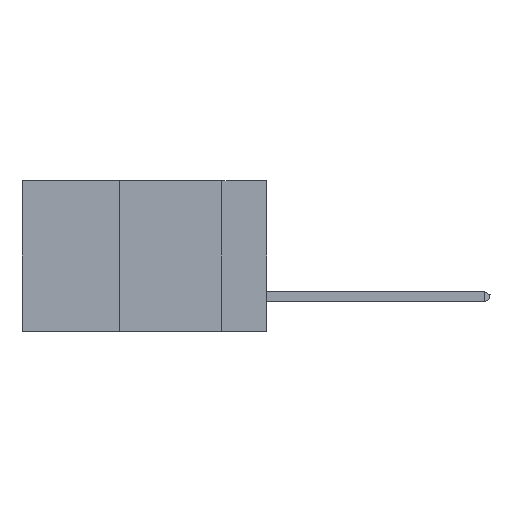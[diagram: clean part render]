
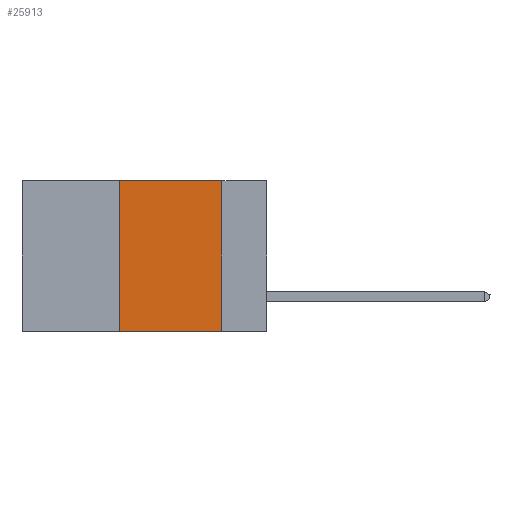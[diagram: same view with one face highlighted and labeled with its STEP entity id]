
A CAD part, left-side view. The second image highlights one B-rep face of the part: STEP entity #25913.
In plain terms, the highlighted planar face has unit normal (-1, 0, 0).
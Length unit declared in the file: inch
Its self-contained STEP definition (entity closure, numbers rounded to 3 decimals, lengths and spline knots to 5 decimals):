
#609 = DIRECTION ( 'NONE',  ( 1., 0., 0. ) ) ;
#1552 = VECTOR ( 'NONE', #29246, 39.37008 ) ;
#2888 = VERTEX_POINT ( 'NONE', #7629 ) ;
#4030 = DIRECTION ( 'NONE',  ( 0., -1., 0. ) ) ;
#6597 = ORIENTED_EDGE ( 'NONE', *, *, #23486, .F. ) ;
#6805 = LINE ( 'NONE', #17758, #12601 ) ;
#7629 = CARTESIAN_POINT ( 'NONE',  ( 0., 0.36, -0.37 ) ) ;
#7849 = DIRECTION ( 'NONE',  ( 0., 0., -1. ) ) ;
#8741 = CARTESIAN_POINT ( 'NONE',  ( 0., 0.6, -0.37 ) ) ;
#8751 = DIRECTION ( 'NONE',  ( 0., -1., 0. ) ) ;
#9095 = CARTESIAN_POINT ( 'NONE',  ( 0., 0.11, -0.37 ) ) ;
#9734 = LINE ( 'NONE', #28905, #1552 ) ;
#11133 = LINE ( 'NONE', #8741, #17410 ) ;
#12284 = EDGE_CURVE ( 'NONE', #28523, #19939, #9734, .T. ) ;
#12601 = VECTOR ( 'NONE', #30318, 39.37008 ) ;
#14832 = EDGE_LOOP ( 'NONE', ( #20334, #28885, #6597, #26358 ) ) ;
#17410 = VECTOR ( 'NONE', #4030, 39.37008 ) ;
#17758 = CARTESIAN_POINT ( 'NONE',  ( 0., 0.36, 0. ) ) ;
#17949 = PLANE ( 'NONE',  #31017 ) ;
#18324 = CARTESIAN_POINT ( 'NONE',  ( 0., 0.6, 0. ) ) ;
#19939 = VERTEX_POINT ( 'NONE', #9095 ) ;
#20334 = ORIENTED_EDGE ( 'NONE', *, *, #12284, .F. ) ;
#21041 = VECTOR ( 'NONE', #8751, 39.37008 ) ;
#21114 = EDGE_CURVE ( 'NONE', #2888, #19939, #11133, .T. ) ;
#23486 = EDGE_CURVE ( 'NONE', #2888, #29621, #6805, .T. ) ;
#23887 = FACE_OUTER_BOUND ( 'NONE', #14832, .T. ) ;
#24103 = CARTESIAN_POINT ( 'NONE',  ( 0., 0.36, 0. ) ) ;
#24937 = CARTESIAN_POINT ( 'NONE',  ( 0., 0.11, 0. ) ) ;
#25913 = ADVANCED_FACE ( 'NONE', ( #23887 ), #17949, .F. ) ;
#26358 = ORIENTED_EDGE ( 'NONE', *, *, #21114, .T. ) ;
#27539 = EDGE_CURVE ( 'NONE', #29621, #28523, #27663, .T. ) ;
#27663 = LINE ( 'NONE', #18324, #21041 ) ;
#28523 = VERTEX_POINT ( 'NONE', #24937 ) ;
#28885 = ORIENTED_EDGE ( 'NONE', *, *, #27539, .F. ) ;
#28905 = CARTESIAN_POINT ( 'NONE',  ( 0., 0.11, 0. ) ) ;
#29246 = DIRECTION ( 'NONE',  ( 0., 0., -1. ) ) ;
#29621 = VERTEX_POINT ( 'NONE', #24103 ) ;
#30318 = DIRECTION ( 'NONE',  ( 0., 0., 1. ) ) ;
#30503 = CARTESIAN_POINT ( 'NONE',  ( 0., 0.6, 0. ) ) ;
#31017 = AXIS2_PLACEMENT_3D ( 'NONE', #30503, #609, #7849 ) ;
